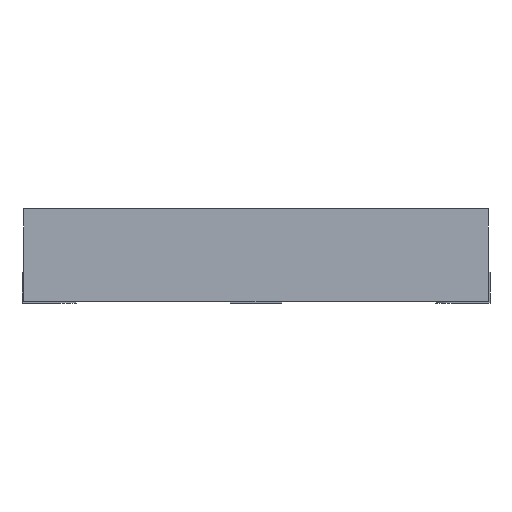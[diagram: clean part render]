
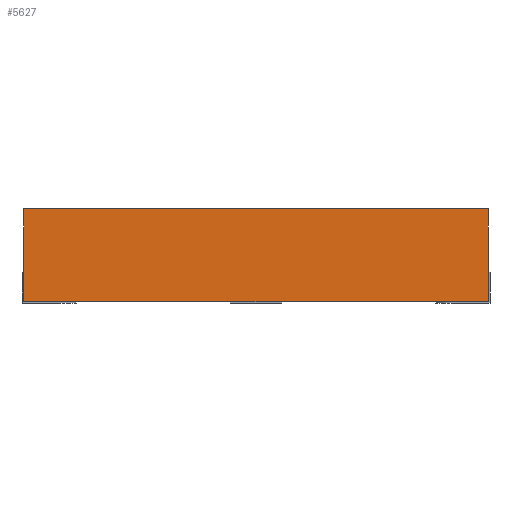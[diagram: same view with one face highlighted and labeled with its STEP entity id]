
A CAD part, front view. The second image highlights one B-rep face of the part: STEP entity #5627.
In plain terms, the highlighted planar face has unit normal (0, -1, 0).
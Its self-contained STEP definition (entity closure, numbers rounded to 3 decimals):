
#544 = LINE ( 'NONE', #7455, #4144 ) ;
#1641 = ORIENTED_EDGE ( 'NONE', *, *, #5336, .F. ) ;
#1750 = ORIENTED_EDGE ( 'NONE', *, *, #4721, .F. ) ;
#4144 = VECTOR ( 'NONE', #16174, 1000. ) ;
#4397 = CARTESIAN_POINT ( 'NONE',  ( -1.5, -1., 0.01 ) ) ;
#4721 = EDGE_CURVE ( 'NONE', #8459, #17329, #14563, .T. ) ;
#5336 = EDGE_CURVE ( 'NONE', #17329, #14774, #13812, .T. ) ;
#5627 = ADVANCED_FACE ( 'NONE', ( #19364 ), #7199, .F. ) ;
#6026 = VECTOR ( 'NONE', #21186, 1000. ) ;
#7166 = ORIENTED_EDGE ( 'NONE', *, *, #20661, .T. ) ;
#7199 = PLANE ( 'NONE',  #19456 ) ;
#7313 = CARTESIAN_POINT ( 'NONE',  ( 1.5, -1., 0.61 ) ) ;
#7455 = CARTESIAN_POINT ( 'NONE',  ( -1.5, -1., 0.61 ) ) ;
#7821 = VECTOR ( 'NONE', #19738, 1000. ) ;
#7902 = EDGE_LOOP ( 'NONE', ( #7166, #1641, #1750, #20838 ) ) ;
#8459 = VERTEX_POINT ( 'NONE', #12992 ) ;
#10632 = CARTESIAN_POINT ( 'NONE',  ( 1.5, -1., 0.01 ) ) ;
#10997 = DIRECTION ( 'NONE',  ( 0., 1., 0. ) ) ;
#12101 = CARTESIAN_POINT ( 'NONE',  ( -1.5, -1., 0.01 ) ) ;
#12644 = CARTESIAN_POINT ( 'NONE',  ( -1.5, -1., 0.61 ) ) ;
#12992 = CARTESIAN_POINT ( 'NONE',  ( -1.5, -1., 0.61 ) ) ;
#13128 = VERTEX_POINT ( 'NONE', #12101 ) ;
#13590 = DIRECTION ( 'NONE',  ( 0., 0., -1. ) ) ;
#13812 = LINE ( 'NONE', #20765, #14165 ) ;
#14165 = VECTOR ( 'NONE', #13590, 1000. ) ;
#14563 = LINE ( 'NONE', #19819, #6026 ) ;
#14774 = VERTEX_POINT ( 'NONE', #10632 ) ;
#16150 = EDGE_CURVE ( 'NONE', #8459, #13128, #544, .T. ) ;
#16174 = DIRECTION ( 'NONE',  ( 0., 0., -1. ) ) ;
#17329 = VERTEX_POINT ( 'NONE', #7313 ) ;
#19364 = FACE_OUTER_BOUND ( 'NONE', #7902, .T. ) ;
#19456 = AXIS2_PLACEMENT_3D ( 'NONE', #12644, #10997, #21414 ) ;
#19738 = DIRECTION ( 'NONE',  ( 1., 0., 0. ) ) ;
#19819 = CARTESIAN_POINT ( 'NONE',  ( -1.5, -1., 0.61 ) ) ;
#20174 = LINE ( 'NONE', #4397, #7821 ) ;
#20661 = EDGE_CURVE ( 'NONE', #13128, #14774, #20174, .T. ) ;
#20765 = CARTESIAN_POINT ( 'NONE',  ( 1.5, -1., 0.61 ) ) ;
#20838 = ORIENTED_EDGE ( 'NONE', *, *, #16150, .T. ) ;
#21186 = DIRECTION ( 'NONE',  ( 1., 0., 0. ) ) ;
#21414 = DIRECTION ( 'NONE',  ( 0., 0., 1. ) ) ;
